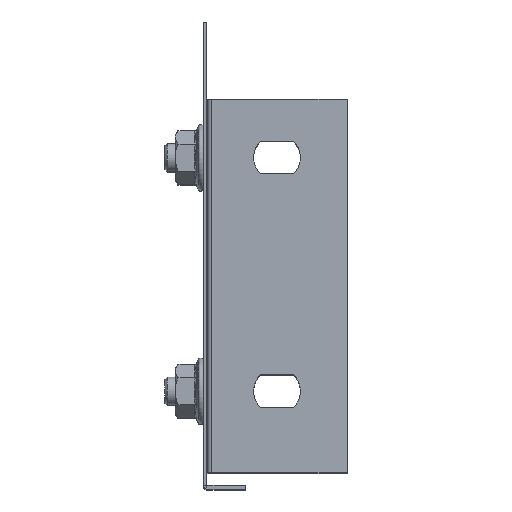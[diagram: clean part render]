
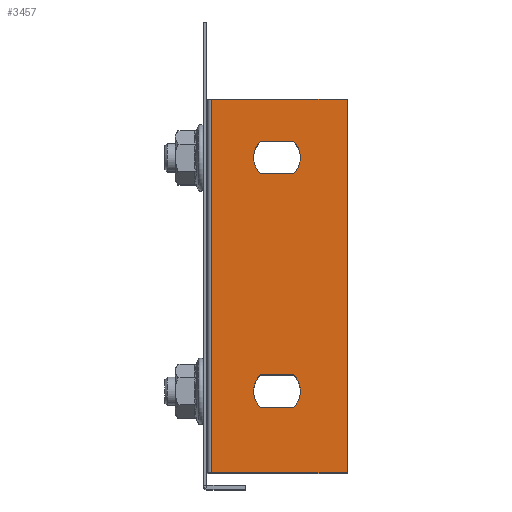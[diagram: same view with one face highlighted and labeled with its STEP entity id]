
A CAD part, top view. The second image highlights one B-rep face of the part: STEP entity #3457.
In plain terms, the highlighted face is planar.
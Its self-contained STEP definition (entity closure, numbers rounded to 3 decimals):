
#52 = EDGE_LOOP ( 'NONE', ( #3106, #3100, #3087, #3052 ) ) ;
#101 = EDGE_LOOP ( 'NONE', ( #3614, #1203, #3621, #1201 ) ) ;
#117 = EDGE_LOOP ( 'NONE', ( #3069, #3113, #1386, #3620 ) ) ;
#908 = VERTEX_POINT ( 'NONE', #1563 ) ;
#915 = VERTEX_POINT ( 'NONE', #1577 ) ;
#924 = VERTEX_POINT ( 'NONE', #3172 ) ;
#946 = VERTEX_POINT ( 'NONE', #3150 ) ;
#988 = VERTEX_POINT ( 'NONE', #3203 ) ;
#994 = VERTEX_POINT ( 'NONE', #3151 ) ;
#1018 = VERTEX_POINT ( 'NONE', #3214 ) ;
#1038 = VERTEX_POINT ( 'NONE', #3141 ) ;
#1041 = VERTEX_POINT ( 'NONE', #3183 ) ;
#1068 = VERTEX_POINT ( 'NONE', #2579 ) ;
#1072 = VERTEX_POINT ( 'NONE', #2574 ) ;
#1080 = VERTEX_POINT ( 'NONE', #2570 ) ;
#1201 = ORIENTED_EDGE ( 'NONE', *, *, #1271, .T. ) ;
#1203 = ORIENTED_EDGE ( 'NONE', *, *, #1280, .F. ) ;
#1271 = EDGE_CURVE ( 'NONE', #988, #994, #2032, .T. ) ;
#1272 = EDGE_CURVE ( 'NONE', #915, #946, #2118, .T. ) ;
#1273 = EDGE_CURVE ( 'NONE', #1038, #915, #2034, .T. ) ;
#1274 = EDGE_CURVE ( 'NONE', #1068, #1038, #2114, .T. ) ;
#1275 = EDGE_CURVE ( 'NONE', #946, #1068, #2107, .T. ) ;
#1276 = EDGE_CURVE ( 'NONE', #1072, #1018, #2116, .T. ) ;
#1277 = EDGE_CURVE ( 'NONE', #1041, #1072, #2110, .T. ) ;
#1278 = EDGE_CURVE ( 'NONE', #1080, #1041, #2102, .T. ) ;
#1279 = EDGE_CURVE ( 'NONE', #1018, #1080, #2112, .T. ) ;
#1280 = EDGE_CURVE ( 'NONE', #908, #924, #2111, .T. ) ;
#1281 = EDGE_CURVE ( 'NONE', #908, #988, #2109, .T. ) ;
#1386 = ORIENTED_EDGE ( 'NONE', *, *, #1278, .F. ) ;
#1449 = FACE_OUTER_BOUND ( 'NONE', #101, .T. ) ;
#1472 = FACE_BOUND ( 'NONE', #52, .T. ) ;
#1473 = FACE_BOUND ( 'NONE', #117, .T. ) ;
#1563 = CARTESIAN_POINT ( 'NONE',  ( 0., 30., 40. ) ) ;
#1577 = CARTESIAN_POINT ( 'NONE',  ( 0., 11.429, -19. ) ) ;
#1856 = LINE ( 'NONE', #2506, #1863 ) ;
#1863 = VECTOR ( 'NONE', #2516, 1000. ) ;
#2032 = LINE ( 'NONE', #3389, #2044 ) ;
#2034 = LINE ( 'NONE', #3329, #2113 ) ;
#2044 = VECTOR ( 'NONE', #3337, 1000. ) ;
#2089 = VECTOR ( 'NONE', #3304, 1000. ) ;
#2100 = VECTOR ( 'NONE', #3303, 1000. ) ;
#2102 = CIRCLE ( 'NONE', #3827, 5. ) ;
#2106 = VECTOR ( 'NONE', #3316, 1000. ) ;
#2107 = LINE ( 'NONE', #3321, #2117 ) ;
#2108 = VECTOR ( 'NONE', #3311, 1000. ) ;
#2109 = LINE ( 'NONE', #3308, #2089 ) ;
#2110 = LINE ( 'NONE', #3314, #2106 ) ;
#2111 = LINE ( 'NONE', #3305, #2100 ) ;
#2112 = LINE ( 'NONE', #3301, #2108 ) ;
#2113 = VECTOR ( 'NONE', #3333, 1000. ) ;
#2114 = CIRCLE ( 'NONE', #3825, 5. ) ;
#2116 = CIRCLE ( 'NONE', #3826, 5. ) ;
#2117 = VECTOR ( 'NONE', #3322, 1000. ) ;
#2118 = CIRCLE ( 'NONE', #3824, 5. ) ;
#2152 = AXIS2_PLACEMENT_3D ( 'NONE', #3025, #3024, #3029 ) ;
#2506 = CARTESIAN_POINT ( 'NONE',  ( 0., 30., -40. ) ) ;
#2516 = DIRECTION ( 'NONE',  ( 0., -1., 0. ) ) ;
#2570 = CARTESIAN_POINT ( 'NONE',  ( 0., 18.571, 24. ) ) ;
#2574 = CARTESIAN_POINT ( 'NONE',  ( 0., 11.429, 31. ) ) ;
#2579 = CARTESIAN_POINT ( 'NONE',  ( 0., 18.571, -26. ) ) ;
#3024 = DIRECTION ( 'NONE',  ( 1., 0., 0. ) ) ;
#3025 = CARTESIAN_POINT ( 'NONE',  ( 0., 30., 40. ) ) ;
#3027 = PLANE ( 'NONE',  #2152 ) ;
#3029 = DIRECTION ( 'NONE',  ( 0., 1., 0. ) ) ;
#3052 = ORIENTED_EDGE ( 'NONE', *, *, #1275, .F. ) ;
#3069 = ORIENTED_EDGE ( 'NONE', *, *, #1276, .F. ) ;
#3087 = ORIENTED_EDGE ( 'NONE', *, *, #1274, .F. ) ;
#3100 = ORIENTED_EDGE ( 'NONE', *, *, #1273, .F. ) ;
#3106 = ORIENTED_EDGE ( 'NONE', *, *, #1272, .F. ) ;
#3113 = ORIENTED_EDGE ( 'NONE', *, *, #1277, .F. ) ;
#3141 = CARTESIAN_POINT ( 'NONE',  ( 0., 18.571, -19. ) ) ;
#3150 = CARTESIAN_POINT ( 'NONE',  ( 0., 11.429, -26. ) ) ;
#3151 = CARTESIAN_POINT ( 'NONE',  ( 0., 1., -40. ) ) ;
#3172 = CARTESIAN_POINT ( 'NONE',  ( 0., 30., -40. ) ) ;
#3183 = CARTESIAN_POINT ( 'NONE',  ( 0., 18.571, 31. ) ) ;
#3203 = CARTESIAN_POINT ( 'NONE',  ( 0., 1., 40. ) ) ;
#3214 = CARTESIAN_POINT ( 'NONE',  ( 0., 11.429, 24. ) ) ;
#3295 = DIRECTION ( 'NONE',  ( 0., 1., 0. ) ) ;
#3298 = DIRECTION ( 'NONE',  ( 1., 0., 0. ) ) ;
#3300 = CARTESIAN_POINT ( 'NONE',  ( 0., 15., 27.5 ) ) ;
#3301 = CARTESIAN_POINT ( 'NONE',  ( 0., 11.429, 24. ) ) ;
#3303 = DIRECTION ( 'NONE',  ( 0., 0., -1. ) ) ;
#3304 = DIRECTION ( 'NONE',  ( 0., -1., 0. ) ) ;
#3305 = CARTESIAN_POINT ( 'NONE',  ( 0., 30., 40. ) ) ;
#3308 = CARTESIAN_POINT ( 'NONE',  ( 0., 30., 40. ) ) ;
#3311 = DIRECTION ( 'NONE',  ( 0., 1., 0. ) ) ;
#3312 = DIRECTION ( 'NONE',  ( 0., 1., 0. ) ) ;
#3313 = DIRECTION ( 'NONE',  ( 1., 0., 0. ) ) ;
#3314 = CARTESIAN_POINT ( 'NONE',  ( 0., 18.571, 31. ) ) ;
#3315 = CARTESIAN_POINT ( 'NONE',  ( 0., 15., 27.5 ) ) ;
#3316 = DIRECTION ( 'NONE',  ( 0., -1., 0. ) ) ;
#3318 = DIRECTION ( 'NONE',  ( 1., 0., 0. ) ) ;
#3319 = CARTESIAN_POINT ( 'NONE',  ( 0., 15., -22.5 ) ) ;
#3320 = DIRECTION ( 'NONE',  ( 0., 1., 0. ) ) ;
#3321 = CARTESIAN_POINT ( 'NONE',  ( 0., 11.429, -26. ) ) ;
#3322 = DIRECTION ( 'NONE',  ( 0., 1., 0. ) ) ;
#3324 = DIRECTION ( 'NONE',  ( 0., 1., 0. ) ) ;
#3325 = DIRECTION ( 'NONE',  ( 1., 0., 0. ) ) ;
#3326 = CARTESIAN_POINT ( 'NONE',  ( 0., 15., -22.5 ) ) ;
#3329 = CARTESIAN_POINT ( 'NONE',  ( 0., 18.571, -19. ) ) ;
#3333 = DIRECTION ( 'NONE',  ( 0., -1., 0. ) ) ;
#3337 = DIRECTION ( 'NONE',  ( 0., 0., -1. ) ) ;
#3389 = CARTESIAN_POINT ( 'NONE',  ( 0., 1., 40. ) ) ;
#3457 = ADVANCED_FACE ( 'NONE', ( #1472, #1473, #1449 ), #3027, .T. ) ;
#3614 = ORIENTED_EDGE ( 'NONE', *, *, #3777, .F. ) ;
#3620 = ORIENTED_EDGE ( 'NONE', *, *, #1279, .F. ) ;
#3621 = ORIENTED_EDGE ( 'NONE', *, *, #1281, .T. ) ;
#3777 = EDGE_CURVE ( 'NONE', #924, #994, #1856, .T. ) ;
#3824 = AXIS2_PLACEMENT_3D ( 'NONE', #3326, #3325, #3324 ) ;
#3825 = AXIS2_PLACEMENT_3D ( 'NONE', #3319, #3318, #3320 ) ;
#3826 = AXIS2_PLACEMENT_3D ( 'NONE', #3315, #3313, #3312 ) ;
#3827 = AXIS2_PLACEMENT_3D ( 'NONE', #3300, #3298, #3295 ) ;
